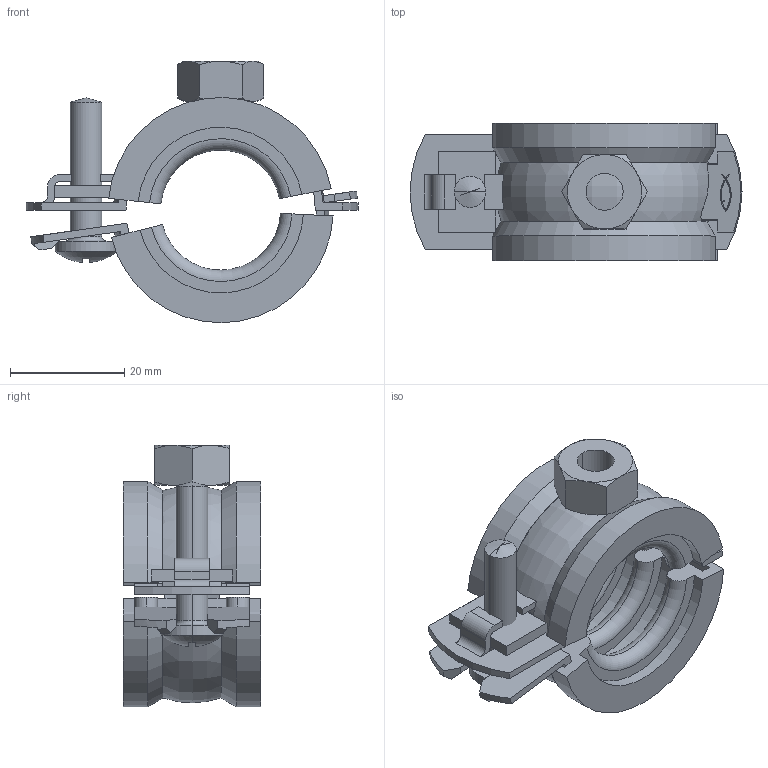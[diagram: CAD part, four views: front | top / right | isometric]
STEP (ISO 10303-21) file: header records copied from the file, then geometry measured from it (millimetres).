
FILE_DESCRIPTION(('STEP AP214'),'1');
FILE_NAME('cctmp_4D4A0E6D-2F60-480C-9F26-A2BD583EDB64_2021_05_28_15_03_44_0874..stp','2021-05-28T13:03:45',('fischerwerke GmbH & Co. KG'),('CADClick - www.CADClick.com'),'Spatial InterOp 3D',' ','unknown authorization');
FILE_SCHEMA(('AUTOMOTIVE_DESIGN'));
Length unit declared in the file: millimetre
Products named in the file (8): cc_unnamed; FGRS 20 - 24_79422_6; FGRS 20 - 24_79422_5; FGRS 20 - 24_79422_4; FGRS 20 - 24_79422_3; FGRS 20 - 24_79422_2; FGRS 20 - 24_79422_1; FGRS 20 - 24_79422
Assembly tree (7 placements, depth 2):
  cc_unnamed
    FGRS 20 - 24_79422_6
    FGRS 20 - 24_79422_5
    FGRS 20 - 24_79422_4
    FGRS 20 - 24_79422_3
    FGRS 20 - 24_79422_2
    FGRS 20 - 24_79422_1
    FGRS 20 - 24_79422
Bounding box: 58 x 24 x 45.67 mm (x, y, z)
Volume: 15412.6 mm3; surface area: 17380.3 mm2
Topology: 7 solids, 7 shells, 384 faces, 1088 edges, 716 vertices
Faces by surface type: plane 298, cylinder 44, torus 22, cone 18, sphere 2
Entity records: 15960 total; most frequent: CARTESIAN_POINT 2642, ORIENTED_EDGE 2172, DIRECTION 2009, EDGE_CURVE 1086, LINE 847, VECTOR 847, VERTEX_POINT 716, AXIS2_PLACEMENT_3D 581
